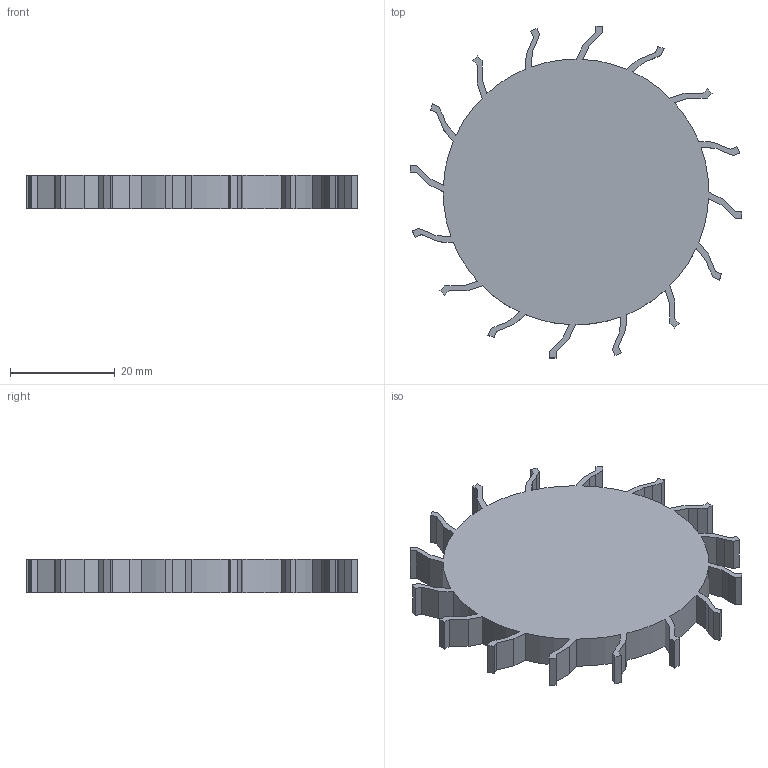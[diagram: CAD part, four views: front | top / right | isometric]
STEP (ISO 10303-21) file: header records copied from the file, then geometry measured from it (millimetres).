
FILE_DESCRIPTION(/* description */ (''),/* implementation_level */ '2;1');
FILE_NAME(/* name */ 'GearOdd.step',/* time_stamp */ '2025-05-05T13:15:11-05:00',/* author */ (''),/* organization */ (''),/* preprocessor_version */ 'ST-DEVELOPER v20.1',/* originating_system */ 'Autodesk Translation Framework v14.4.0.0',/* authorisation */ '');
FILE_SCHEMA (('AUTOMOTIVE_DESIGN { 1 0 10303 214 3 1 1 }'));
Length unit declared in the file: inch
Products named in the file (1): (Unsaved)
Bounding box: 63.5 x 63.5 x 6.35 mm (x, y, z)
Volume: 13703.4 mm3; surface area: 6899.8 mm2
Topology: 1 solids, 1 shells, 146 faces, 432 edges, 288 vertices
Faces by surface type: plane 130, cylinder 16
Entity records: 4843 total; most frequent: CARTESIAN_POINT 867, ORIENTED_EDGE 864, DIRECTION 758, EDGE_CURVE 432, LINE 400, VECTOR 400, VERTEX_POINT 288, AXIS2_PLACEMENT_3D 179
